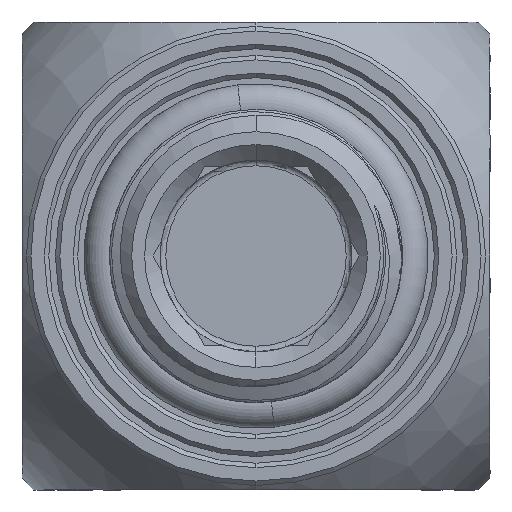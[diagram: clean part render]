
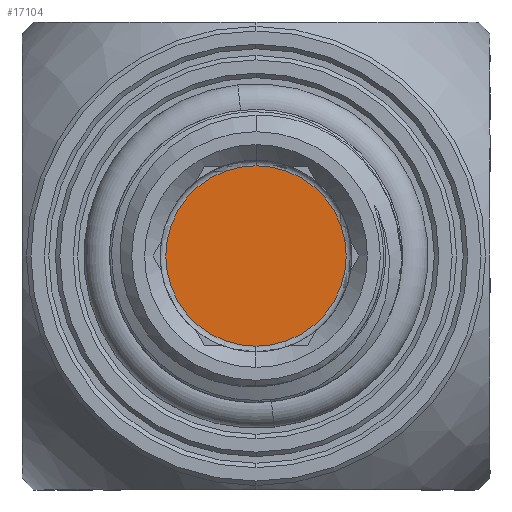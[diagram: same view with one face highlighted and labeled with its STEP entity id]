
A CAD part, front view. The second image highlights one B-rep face of the part: STEP entity #17104.
In plain terms, the highlighted planar face has unit normal (0, -1, 0).
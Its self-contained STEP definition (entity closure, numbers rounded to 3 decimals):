
#571 = DIRECTION ( 'NONE',  ( 0., 0., -1. ) ) ;
#1043 = VERTEX_POINT ( 'NONE', #15825 ) ;
#1858 = PLANE ( 'NONE',  #20032 ) ;
#3578 = AXIS2_PLACEMENT_3D ( 'NONE', #6575, #18355, #571 ) ;
#4223 = CARTESIAN_POINT ( 'NONE',  ( 0., 15.05, 0. ) ) ;
#5402 = ORIENTED_EDGE ( 'NONE', *, *, #16582, .T. ) ;
#5936 = CARTESIAN_POINT ( 'NONE',  ( 0., 15.05, 4.05 ) ) ;
#6240 = DIRECTION ( 'NONE',  ( 0., -1., 0. ) ) ;
#6575 = CARTESIAN_POINT ( 'NONE',  ( 0., 15.05, 0. ) ) ;
#7644 = CARTESIAN_POINT ( 'NONE',  ( 4.05, 15.05, 0. ) ) ;
#9655 = FACE_OUTER_BOUND ( 'NONE', #21174, .T. ) ;
#10351 = AXIS2_PLACEMENT_3D ( 'NONE', #4223, #6240, #12017 ) ;
#11567 = EDGE_CURVE ( 'NONE', #20457, #1043, #12386, .T. ) ;
#12017 = DIRECTION ( 'NONE',  ( 0., 0., -1. ) ) ;
#12386 = CIRCLE ( 'NONE', #3578, 4.05 ) ;
#13290 = DIRECTION ( 'NONE',  ( 0., 0., -1. ) ) ;
#13610 = CIRCLE ( 'NONE', #10351, 4.05 ) ;
#15825 = CARTESIAN_POINT ( 'NONE',  ( 0., 15.05, -4.05 ) ) ;
#16582 = EDGE_CURVE ( 'NONE', #1043, #20457, #13610, .T. ) ;
#17104 = ADVANCED_FACE ( 'NONE', ( #9655 ), #1858, .T. ) ;
#18355 = DIRECTION ( 'NONE',  ( 0., -1., 0. ) ) ;
#19065 = DIRECTION ( 'NONE',  ( 0., -1., 0. ) ) ;
#20032 = AXIS2_PLACEMENT_3D ( 'NONE', #7644, #19065, #13290 ) ;
#20457 = VERTEX_POINT ( 'NONE', #5936 ) ;
#21057 = ORIENTED_EDGE ( 'NONE', *, *, #11567, .T. ) ;
#21174 = EDGE_LOOP ( 'NONE', ( #5402, #21057 ) ) ;
